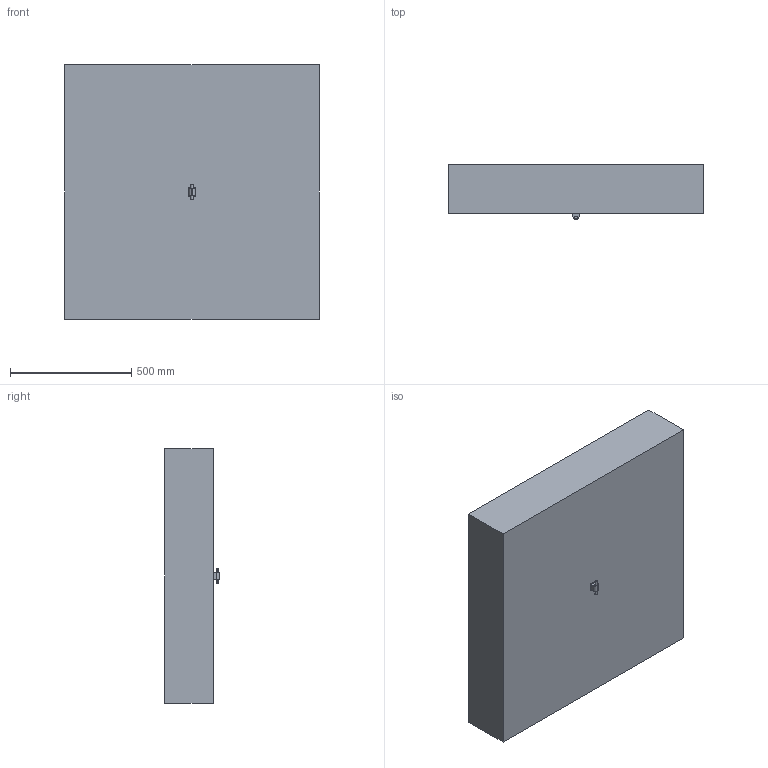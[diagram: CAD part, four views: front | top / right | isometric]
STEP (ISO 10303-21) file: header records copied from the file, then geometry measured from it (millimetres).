
FILE_DESCRIPTION (( 'STEP AP203' ), '1' );
FILE_NAME ('Plane_Default_sldprt.STEP', '2022-12-18T11:12:11', ( '' ), ( '' ), 'SwSTEP 2.0', 'SolidWorks 2020', '' );
FILE_SCHEMA (( 'CONFIG_CONTROL_DESIGN' ));
Length unit declared in the file: millimetre
Products named in the file (1): Plane_Default_sldprt
Bounding box: 1050 x 225 x 1050 mm (x, y, z)
Volume: 120520364.8 mm3; surface area: 3448391.7 mm2
Topology: 1 solids, 1 shells, 28 faces, 62 edges, 40 vertices
Faces by surface type: plane 18, cylinder 10
Entity records: 843 total; most frequent: CARTESIAN_POINT 143, DIRECTION 128, ORIENTED_EDGE 124, EDGE_CURVE 62, VECTOR 46, LINE 46, AXIS2_PLACEMENT_3D 41, VERTEX_POINT 40
